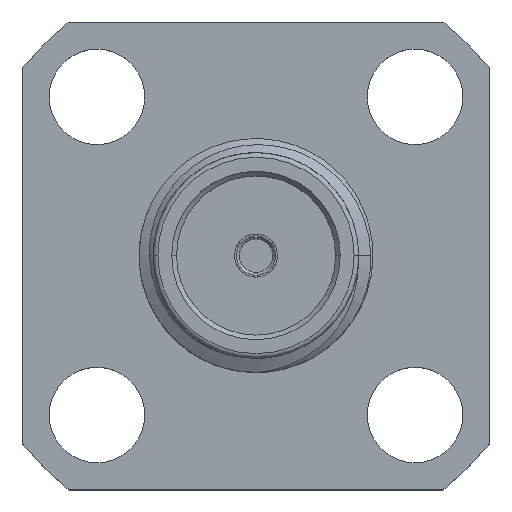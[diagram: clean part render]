
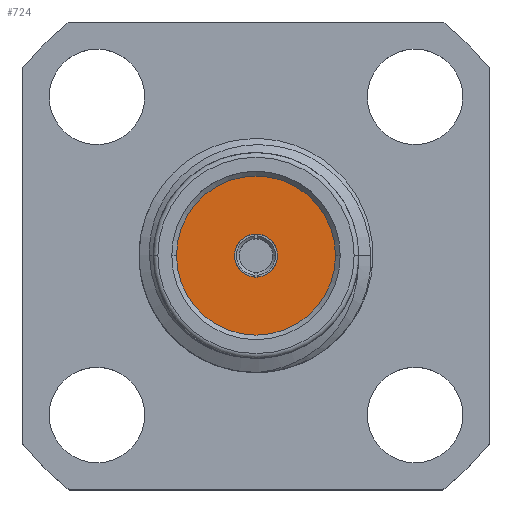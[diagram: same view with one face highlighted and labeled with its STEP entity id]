
A CAD part, top view. The second image highlights one B-rep face of the part: STEP entity #724.
In plain terms, the highlighted planar face has unit normal (0, 0, 1).
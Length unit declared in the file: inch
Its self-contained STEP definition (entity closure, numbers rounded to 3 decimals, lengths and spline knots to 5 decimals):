
#53 = VERTEX_POINT ( 'NONE', #3729 ) ;
#226 = EDGE_CURVE ( 'NONE', #1488, #1559, #3324, .T. ) ;
#236 = DIRECTION ( 'NONE',  ( 0., 0., 1. ) ) ;
#351 = ORIENTED_EDGE ( 'NONE', *, *, #3325, .F. ) ;
#422 = AXIS2_PLACEMENT_3D ( 'NONE', #3335, #871, #2469 ) ;
#552 = EDGE_LOOP ( 'NONE', ( #351, #2918 ) ) ;
#724 = ADVANCED_FACE ( 'NONE', ( #1322, #2904 ), #2247, .T. ) ;
#818 = ORIENTED_EDGE ( 'NONE', *, *, #226, .T. ) ;
#871 = DIRECTION ( 'NONE',  ( 0., 0., 1. ) ) ;
#915 = DIRECTION ( 'NONE',  ( 1., 0., 0. ) ) ;
#995 = AXIS2_PLACEMENT_3D ( 'NONE', #3099, #3390, #4090 ) ;
#1141 = CARTESIAN_POINT ( 'NONE',  ( 0., 0., 0.23 ) ) ;
#1249 = ORIENTED_EDGE ( 'NONE', *, *, #1689, .T. ) ;
#1322 = FACE_BOUND ( 'NONE', #552, .T. ) ;
#1488 = VERTEX_POINT ( 'NONE', #1809 ) ;
#1559 = VERTEX_POINT ( 'NONE', #2147 ) ;
#1689 = EDGE_CURVE ( 'NONE', #1559, #1488, #2766, .T. ) ;
#1691 = CIRCLE ( 'NONE', #3295, 0.023 ) ;
#1720 = CIRCLE ( 'NONE', #3927, 0.023 ) ;
#1764 = EDGE_CURVE ( 'NONE', #3651, #53, #1691, .T. ) ;
#1809 = CARTESIAN_POINT ( 'NONE',  ( -0.085, 0., 0.23 ) ) ;
#1874 = CARTESIAN_POINT ( 'NONE',  ( 0., 0., 0.23 ) ) ;
#2147 = CARTESIAN_POINT ( 'NONE',  ( 0.085, 0., 0.23 ) ) ;
#2207 = DIRECTION ( 'NONE',  ( 1., 0., 0. ) ) ;
#2247 = PLANE ( 'NONE',  #2834 ) ;
#2469 = DIRECTION ( 'NONE',  ( 1., 0., 0. ) ) ;
#2567 = CARTESIAN_POINT ( 'NONE',  ( -0.023, 0., 0.23 ) ) ;
#2766 = CIRCLE ( 'NONE', #422, 0.085 ) ;
#2834 = AXIS2_PLACEMENT_3D ( 'NONE', #3524, #3796, #2207 ) ;
#2904 = FACE_OUTER_BOUND ( 'NONE', #3297, .T. ) ;
#2918 = ORIENTED_EDGE ( 'NONE', *, *, #1764, .F. ) ;
#3099 = CARTESIAN_POINT ( 'NONE',  ( 0., 0., 0.23 ) ) ;
#3295 = AXIS2_PLACEMENT_3D ( 'NONE', #1141, #236, #3688 ) ;
#3297 = EDGE_LOOP ( 'NONE', ( #1249, #818 ) ) ;
#3324 = CIRCLE ( 'NONE', #995, 0.085 ) ;
#3325 = EDGE_CURVE ( 'NONE', #53, #3651, #1720, .T. ) ;
#3335 = CARTESIAN_POINT ( 'NONE',  ( 0., 0., 0.23 ) ) ;
#3390 = DIRECTION ( 'NONE',  ( 0., 0., 1. ) ) ;
#3524 = CARTESIAN_POINT ( 'NONE',  ( 0., 0., 0.23 ) ) ;
#3651 = VERTEX_POINT ( 'NONE', #2567 ) ;
#3688 = DIRECTION ( 'NONE',  ( 1., 0., 0. ) ) ;
#3729 = CARTESIAN_POINT ( 'NONE',  ( 0.023, 0., 0.23 ) ) ;
#3780 = DIRECTION ( 'NONE',  ( 0., 0., 1. ) ) ;
#3796 = DIRECTION ( 'NONE',  ( 0., 0., 1. ) ) ;
#3927 = AXIS2_PLACEMENT_3D ( 'NONE', #1874, #3780, #915 ) ;
#4090 = DIRECTION ( 'NONE',  ( 1., 0., 0. ) ) ;
